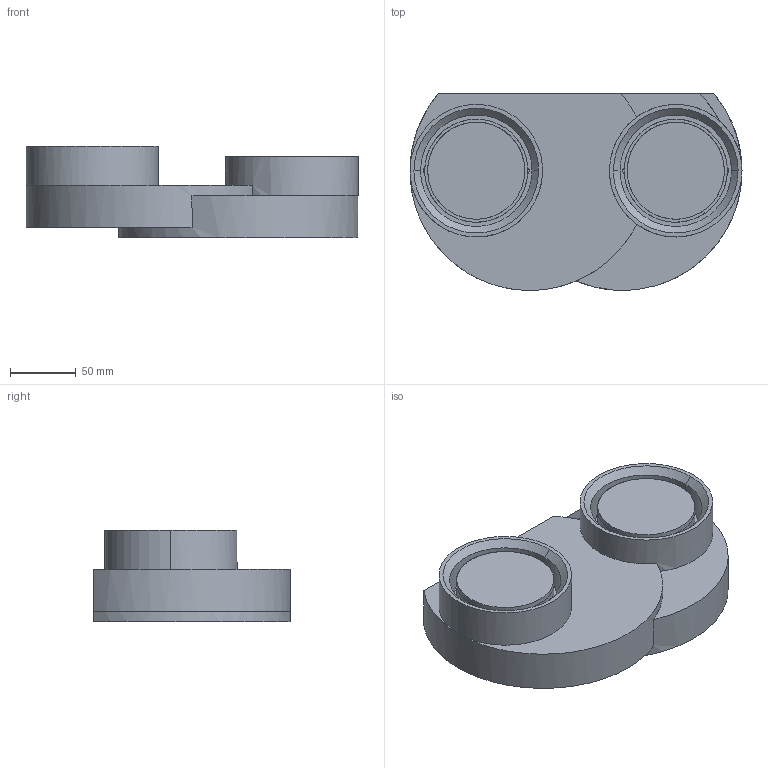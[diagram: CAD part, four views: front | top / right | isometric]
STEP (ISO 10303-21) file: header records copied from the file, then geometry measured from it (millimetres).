
FILE_DESCRIPTION(/* description */ (''),/* implementation_level */ '2;1');
FILE_NAME(/* name */ 'T361',/* time_stamp */ '2020-10-01T17:50:38+02:00',/* author */ (''),/* organization */ (''),/* preprocessor_version */ 'ST-DEVELOPER v16.5',/* originating_system */ '',/* authorisation */ '');
FILE_SCHEMA (('AUTOMOTIVE_DESIGN'));
Length unit declared in the file: millimetre
Products named in the file (1): Document
Bounding box: 253.02 x 150 x 70 mm (x, y, z)
Volume: 915604.6 mm3; surface area: 279335.2 mm2
Topology: 19 solids, 25 shells, 405 faces, 944 edges, 621 vertices
Faces by surface type: bspline 264, plane 141
Entity records: 12783 total; most frequent: CARTESIAN_POINT 6979, ORIENTED_EDGE 1876, EDGE_CURVE 944, VERTEX_POINT 621, EDGE_LOOP 513, ADVANCED_FACE 405, FACE_OUTER_BOUND 405, B_SPLINE_CURVE_WITH_KNOTS 218
